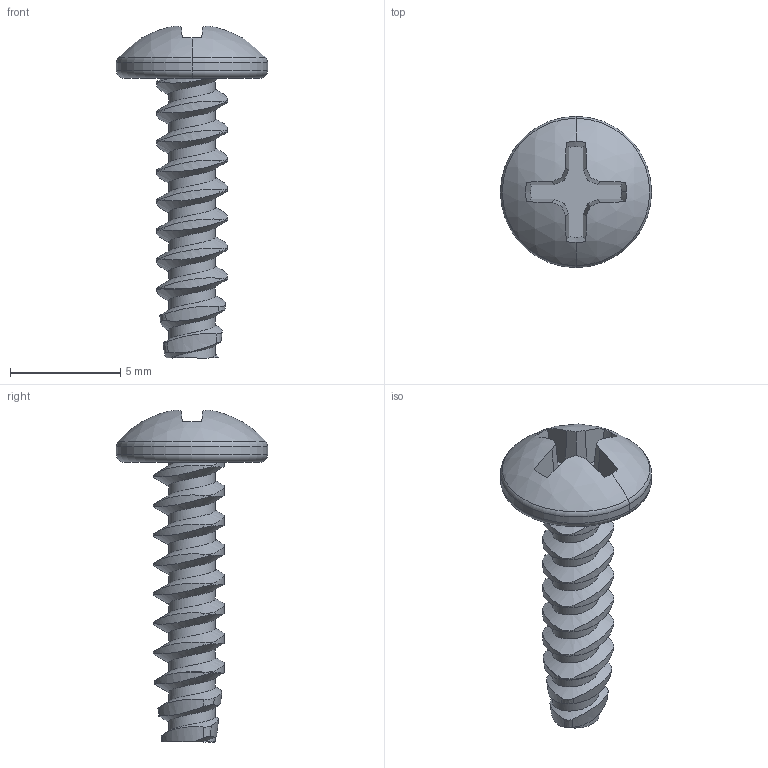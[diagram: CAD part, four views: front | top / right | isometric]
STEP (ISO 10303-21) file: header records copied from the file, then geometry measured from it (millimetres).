
FILE_DESCRIPTION (( 'STEP AP203' ), '1' );
FILE_NAME ('90417A126_Phillips Rounded Head Thread-Forming Screws.STEP', '2021-07-07T11:49:11', ( 'Administrator' ), ( 'Managed by Terraform' ), 'SwSTEP 2.0', 'SolidWorks 2017', '' );
FILE_SCHEMA (( 'CONFIG_CONTROL_DESIGN' ));
Length unit declared in the file: inch
Products named in the file (1): 90417A126_Phillips Rounded Head Thread-Forming Screws
Bounding box: 6.86 x 6.86 x 15.06 mm (x, y, z)
Volume: 115.3 mm3; surface area: 273.9 mm2
Topology: 2 solids, 2 shells, 108 faces, 332 edges, 228 vertices
Faces by surface type: cylinder 55, cone 24, plane 20, torus 4, bspline 3, sphere 2
Entity records: 5857 total; most frequent: CARTESIAN_POINT 3133, ORIENTED_EDGE 664, DIRECTION 413, EDGE_CURVE 332, VERTEX_POINT 228, B_SPLINE_CURVE_WITH_KNOTS 165, AXIS2_PLACEMENT_3D 156, EDGE_LOOP 108
